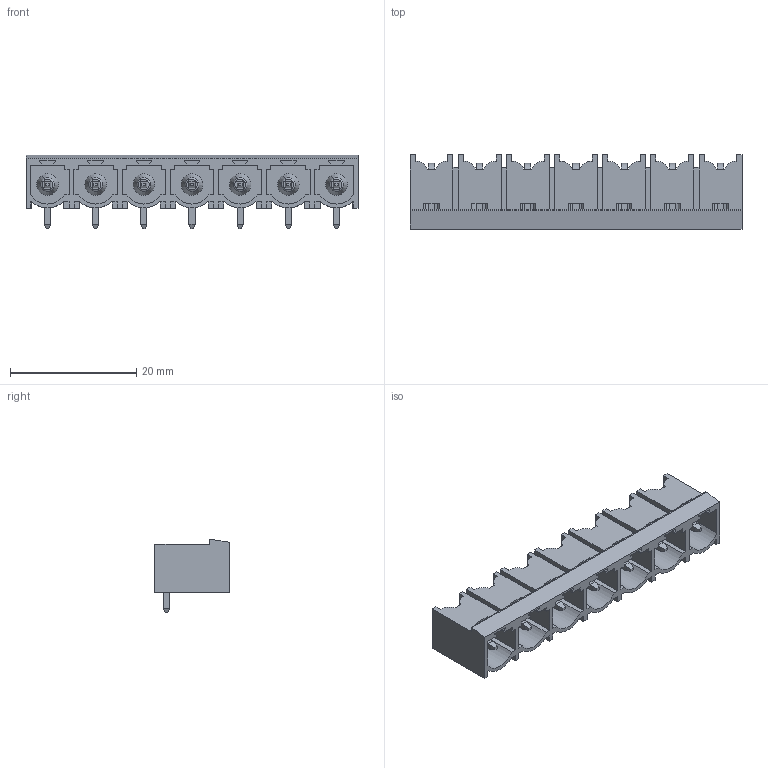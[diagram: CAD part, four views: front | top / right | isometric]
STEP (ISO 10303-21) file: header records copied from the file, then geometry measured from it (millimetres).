
FILE_DESCRIPTION(('CATIA V5 STEP Exchange','CAx-IF Rec.Pracs.--- Model Styling and Organization---1.2---2011-12-15'),'2;1');
FILE_NAME ('D1447861_0_1059500000_1059500000.stp','2018-11-14T11:47:18+00:00',('none'),('Weidmueller'),'CATIA Version 5-6 Release 2014','CATIA V5 STEP AP214','none');
FILE_SCHEMA(('AUTOMOTIVE_DESIGN { 1 0 10303 214 1 1 1 1 }'));
Length unit declared in the file: millimetre
Products named in the file (1): 1059500000
Bounding box: 52.52 x 11.75 x 11.6 mm (x, y, z)
Volume: 1881.2 mm3; surface area: 4837.5 mm2
Topology: 8 solids, 8 shells, 499 faces, 1379 edges, 896 vertices
Faces by surface type: plane 415, cylinder 56, torus 14, cone 14
Entity records: 14173 total; most frequent: ORIENTED_EDGE 2758, CARTESIAN_POINT 2603, DIRECTION 1781, EDGE_CURVE 1365, VECTOR 1141, LINE 1141, VERTEX_POINT 868, EDGE_LOOP 527
